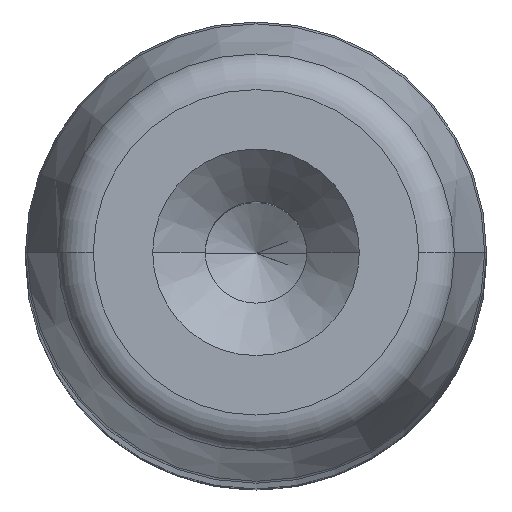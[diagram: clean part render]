
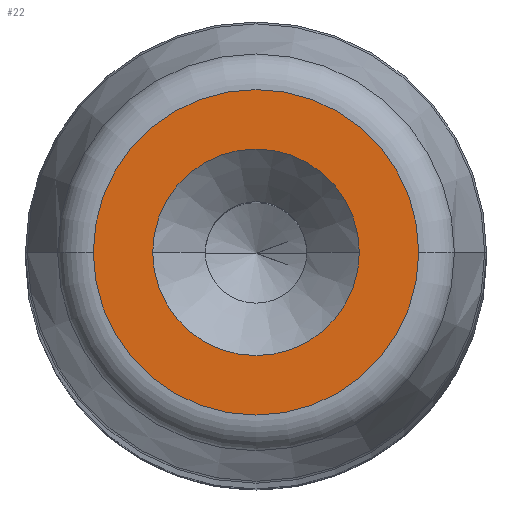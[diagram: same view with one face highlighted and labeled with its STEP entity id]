
A CAD part, top view. The second image highlights one B-rep face of the part: STEP entity #22.
In plain terms, the highlighted planar face has unit normal (0, 0, 1).
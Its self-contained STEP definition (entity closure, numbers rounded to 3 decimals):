
#4 = AXIS2_PLACEMENT_3D ( 'NONE', #88, #2177, #1932 ) ;
#22 = ADVANCED_FACE ( 'NONE', ( #1926, #717 ), #335, .T. ) ;
#39 = DIRECTION ( 'NONE',  ( 1., 0., 0. ) ) ;
#88 = CARTESIAN_POINT ( 'NONE',  ( 0., 0., 224. ) ) ;
#151 = CARTESIAN_POINT ( 'NONE',  ( -8.822, 0., 224. ) ) ;
#204 = ORIENTED_EDGE ( 'NONE', *, *, #976, .T. ) ;
#205 = CIRCLE ( 'NONE', #1015, 5.6 ) ;
#209 = AXIS2_PLACEMENT_3D ( 'NONE', #2386, #2153, #1254 ) ;
#219 = EDGE_CURVE ( 'NONE', #1540, #844, #1104, .T. ) ;
#246 = DIRECTION ( 'NONE',  ( 0., 0., 1. ) ) ;
#268 = DIRECTION ( 'NONE',  ( 0., 0., 1. ) ) ;
#312 = EDGE_CURVE ( 'NONE', #2436, #328, #2979, .T. ) ;
#316 = CARTESIAN_POINT ( 'NONE',  ( 0., 0., 224. ) ) ;
#328 = VERTEX_POINT ( 'NONE', #2676 ) ;
#335 = PLANE ( 'NONE',  #4 ) ;
#350 = ORIENTED_EDGE ( 'NONE', *, *, #312, .F. ) ;
#633 = EDGE_CURVE ( 'NONE', #328, #2436, #205, .T. ) ;
#717 = FACE_BOUND ( 'NONE', #1129, .T. ) ;
#742 = CARTESIAN_POINT ( 'NONE',  ( 0., 0., 224. ) ) ;
#803 = CIRCLE ( 'NONE', #2712, 8.822 ) ;
#844 = VERTEX_POINT ( 'NONE', #2515 ) ;
#976 = EDGE_CURVE ( 'NONE', #844, #1540, #803, .T. ) ;
#1015 = AXIS2_PLACEMENT_3D ( 'NONE', #1610, #246, #2083 ) ;
#1037 = DIRECTION ( 'NONE',  ( 1., 0., 0. ) ) ;
#1104 = CIRCLE ( 'NONE', #209, 8.822 ) ;
#1129 = EDGE_LOOP ( 'NONE', ( #1719, #350 ) ) ;
#1173 = AXIS2_PLACEMENT_3D ( 'NONE', #316, #2413, #1037 ) ;
#1254 = DIRECTION ( 'NONE',  ( 1., 0., 0. ) ) ;
#1540 = VERTEX_POINT ( 'NONE', #151 ) ;
#1610 = CARTESIAN_POINT ( 'NONE',  ( 0., 0., 224. ) ) ;
#1719 = ORIENTED_EDGE ( 'NONE', *, *, #633, .F. ) ;
#1725 = CARTESIAN_POINT ( 'NONE',  ( -5.6, 0., 224. ) ) ;
#1875 = ORIENTED_EDGE ( 'NONE', *, *, #219, .T. ) ;
#1926 = FACE_OUTER_BOUND ( 'NONE', #2273, .T. ) ;
#1932 = DIRECTION ( 'NONE',  ( 1., 0., 0. ) ) ;
#2083 = DIRECTION ( 'NONE',  ( 1., 0., 0. ) ) ;
#2153 = DIRECTION ( 'NONE',  ( 0., 0., 1. ) ) ;
#2177 = DIRECTION ( 'NONE',  ( 0., 0., 1. ) ) ;
#2273 = EDGE_LOOP ( 'NONE', ( #204, #1875 ) ) ;
#2386 = CARTESIAN_POINT ( 'NONE',  ( 0., 0., 224. ) ) ;
#2413 = DIRECTION ( 'NONE',  ( 0., 0., 1. ) ) ;
#2436 = VERTEX_POINT ( 'NONE', #1725 ) ;
#2515 = CARTESIAN_POINT ( 'NONE',  ( 8.822, 0., 224. ) ) ;
#2676 = CARTESIAN_POINT ( 'NONE',  ( 5.6, 0., 224. ) ) ;
#2712 = AXIS2_PLACEMENT_3D ( 'NONE', #742, #268, #39 ) ;
#2979 = CIRCLE ( 'NONE', #1173, 5.6 ) ;
